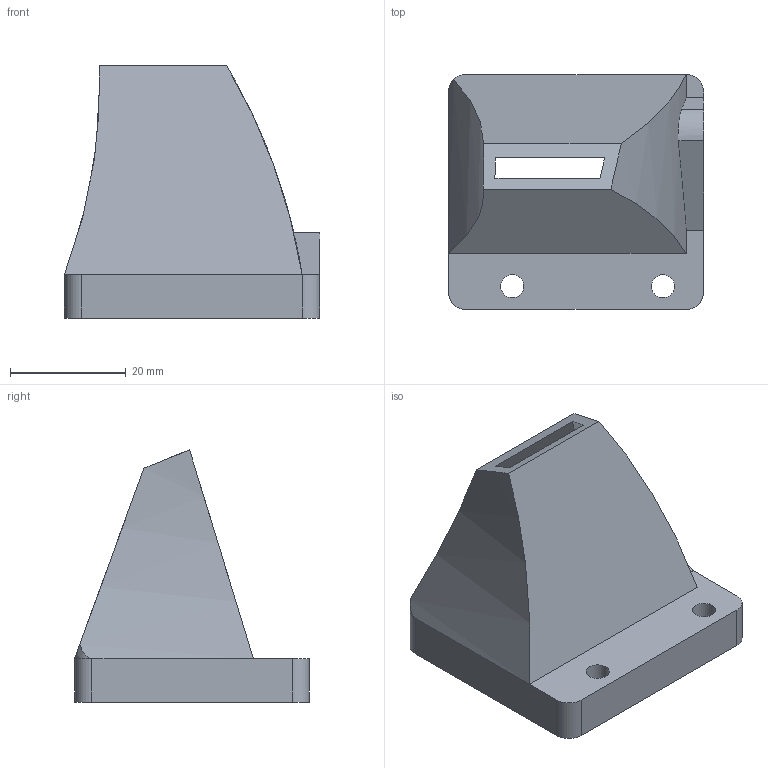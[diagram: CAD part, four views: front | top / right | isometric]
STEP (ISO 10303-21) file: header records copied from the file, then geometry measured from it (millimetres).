
FILE_DESCRIPTION(('FreeCAD Model'),'2;1');
FILE_NAME('extruder_fan_mount_2.1_mini.step','2016-11-08T12:54:48',('Author') ,(''),'Open CASCADE STEP processor 6.8','FreeCAD','Unknown');
FILE_SCHEMA(('AUTOMOTIVE_DESIGN_CC2 { 1 2 10303 214 -1 1 5 4 }'));
Length unit declared in the file: millimetre
Products named in the file (2): ASSEMBLY; Chamfer001
Assembly tree (1 placements, depth 2):
  ASSEMBLY
    Chamfer001
Bounding box: 44 x 40.5 x 43.5 mm (x, y, z)
Volume: 13400.3 mm3; surface area: 11178.9 mm2
Topology: 1 solids, 1 shells, 62 faces, 175 edges, 109 vertices
Faces by surface type: plane 33, cylinder 18, cone 7, bspline 4
Full cylindrical faces by diameter (mm): 3 x2, 4 x2, 5 x2
Entity records: 8257 total; most frequent: CARTESIAN_POINT 4936, DIRECTION 568, ORIENTED_EDGE 350, PCURVE 350, DEFINITIONAL_REPRESENTATION 350, LINE 299, VECTOR 299, EDGE_CURVE 175
